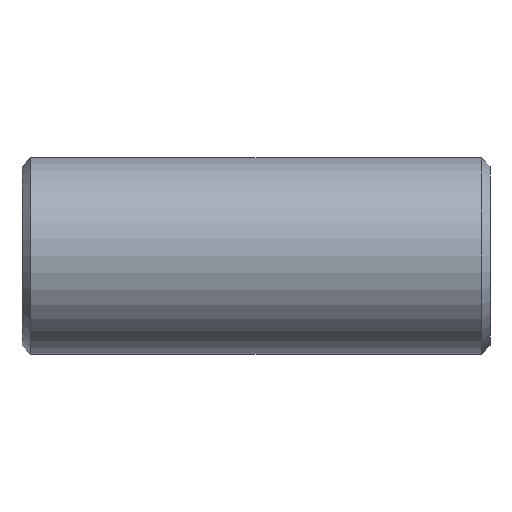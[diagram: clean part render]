
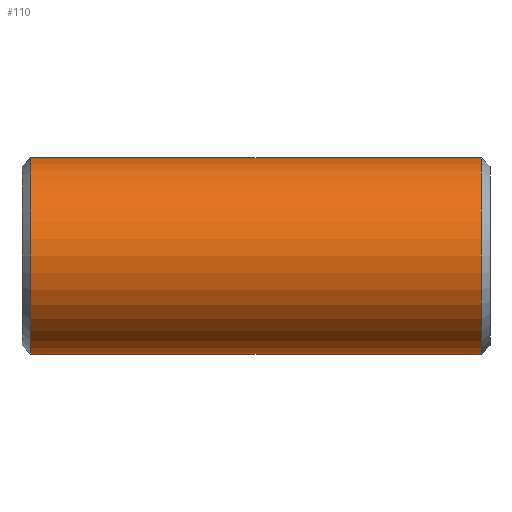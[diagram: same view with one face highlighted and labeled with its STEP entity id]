
A CAD part, front view. The second image highlights one B-rep face of the part: STEP entity #110.
In plain terms, the highlighted cylindrical face has radius 10.668 mm (diameter 21.336 mm), a partial arc.
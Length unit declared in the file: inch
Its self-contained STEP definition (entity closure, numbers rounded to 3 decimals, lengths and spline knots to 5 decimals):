
#41 = EDGE_CURVE ( 'NONE', #691, #588, #79, .T. ) ;
#44 = VECTOR ( 'NONE', #219, 39.37008 ) ;
#45 = AXIS2_PLACEMENT_3D ( 'NONE', #132, #356, #396 ) ;
#79 = LINE ( 'NONE', #179, #340 ) ;
#110 = ADVANCED_FACE ( 'NONE', ( #358 ), #686, .T. ) ;
#114 = DIRECTION ( 'NONE',  ( -1., 0., 0. ) ) ;
#132 = CARTESIAN_POINT ( 'NONE',  ( 1., 0., 0. ) ) ;
#179 = CARTESIAN_POINT ( 'NONE',  ( 1., 0., -0.42 ) ) ;
#188 = DIRECTION ( 'NONE',  ( 1., 0., 0. ) ) ;
#219 = DIRECTION ( 'NONE',  ( -1., 0., 0. ) ) ;
#257 = EDGE_CURVE ( 'NONE', #546, #540, #490, .T. ) ;
#268 = CARTESIAN_POINT ( 'NONE',  ( -0.96367, 0., 0.42 ) ) ;
#271 = EDGE_CURVE ( 'NONE', #691, #546, #402, .T. ) ;
#320 = CARTESIAN_POINT ( 'NONE',  ( 0.96367, 0., 0. ) ) ;
#321 = AXIS2_PLACEMENT_3D ( 'NONE', #329, #188, #697 ) ;
#329 = CARTESIAN_POINT ( 'NONE',  ( -0.96367, 0., 0. ) ) ;
#340 = VECTOR ( 'NONE', #690, 39.37008 ) ;
#356 = DIRECTION ( 'NONE',  ( -1., 0., 0. ) ) ;
#358 = FACE_OUTER_BOUND ( 'NONE', #482, .T. ) ;
#396 = DIRECTION ( 'NONE',  ( 0., 0., 1. ) ) ;
#402 = CIRCLE ( 'NONE', #479, 0.42 ) ;
#421 = EDGE_CURVE ( 'NONE', #540, #588, #640, .T. ) ;
#437 = ORIENTED_EDGE ( 'NONE', *, *, #41, .F. ) ;
#439 = DIRECTION ( 'NONE',  ( 0., 0., -1. ) ) ;
#442 = ORIENTED_EDGE ( 'NONE', *, *, #421, .T. ) ;
#479 = AXIS2_PLACEMENT_3D ( 'NONE', #320, #114, #439 ) ;
#482 = EDGE_LOOP ( 'NONE', ( #437, #662, #551, #442 ) ) ;
#490 = LINE ( 'NONE', #669, #44 ) ;
#506 = CARTESIAN_POINT ( 'NONE',  ( -0.96367, 0., -0.42 ) ) ;
#540 = VERTEX_POINT ( 'NONE', #268 ) ;
#546 = VERTEX_POINT ( 'NONE', #563 ) ;
#551 = ORIENTED_EDGE ( 'NONE', *, *, #257, .T. ) ;
#563 = CARTESIAN_POINT ( 'NONE',  ( 0.96367, 0., 0.42 ) ) ;
#588 = VERTEX_POINT ( 'NONE', #506 ) ;
#620 = CARTESIAN_POINT ( 'NONE',  ( 0.96367, 0., -0.42 ) ) ;
#640 = CIRCLE ( 'NONE', #321, 0.42 ) ;
#662 = ORIENTED_EDGE ( 'NONE', *, *, #271, .T. ) ;
#669 = CARTESIAN_POINT ( 'NONE',  ( 1., 0., 0.42 ) ) ;
#686 = CYLINDRICAL_SURFACE ( 'NONE', #45, 0.42 ) ;
#690 = DIRECTION ( 'NONE',  ( -1., 0., 0. ) ) ;
#691 = VERTEX_POINT ( 'NONE', #620 ) ;
#697 = DIRECTION ( 'NONE',  ( 0., 0., 1. ) ) ;
